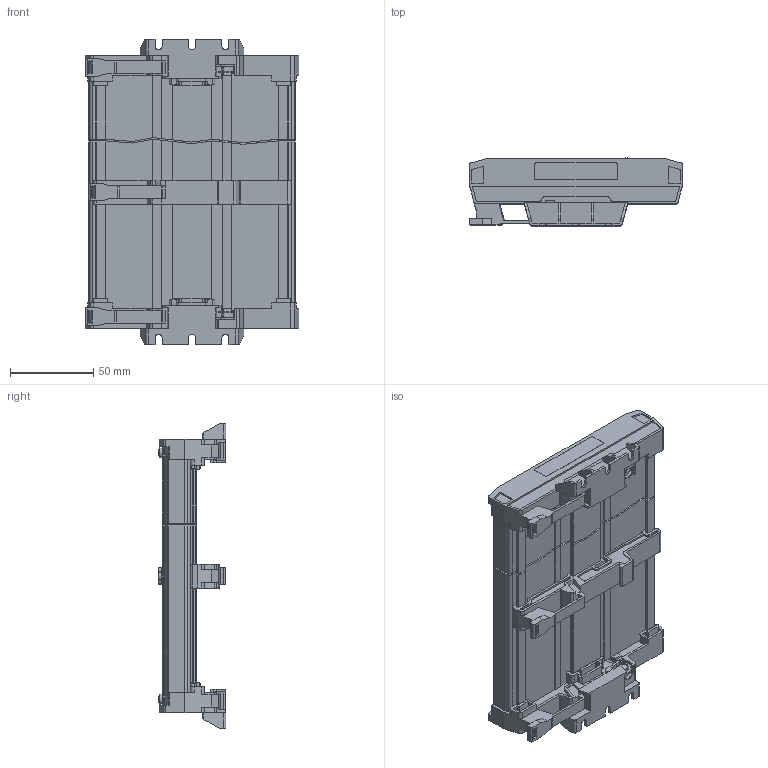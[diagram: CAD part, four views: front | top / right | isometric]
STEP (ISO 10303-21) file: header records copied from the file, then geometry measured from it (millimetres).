
FILE_DESCRIPTION(('Creo Elements/Direct Modeling STEP Export'),'2;1');
FILE_NAME('model.stp','2019-04-26T 1:33:25',(''),(''),'Creo Elements/Direct Modeling STEP processor for AP214 (Solid Model)','Creo Elements/Direct Modeling 20.1A 29-Sep-2018 (C) Parametric Technology GmbH','');
FILE_SCHEMA(('AUTOMOTIVE_DESIGN { 1 0 10303 214 1 1 1 1 }'));
Length unit declared in the file: millimetre
Products named in the file (19): UM-BASIC_PRO_108_PROFIL_Tecdoc__00542734; Schr_Lins_M3x4_DIN7985__00409531; UM-PRO_PE_CONTACT_L1.H.Select_00542957; UM-PRO_PE_CONTACT_L1.H.Select_00695798; UM-PRO_PE_CONTACT_L2.H.Select_00542530; UM-PRO_PE_CONTACT_L2.H.Select_00695809; UM-PRO_PE_CONTACT_L3.H.Select_00542119; UM-PRO_PE_CONTACT_L3.H.Select_00695813; UM-PRO_PCB_108_L1__00533629; UM-PRO_PCB_108_L2_L3__00533426.1; UM-BASIC_PRO_PCB_S-LOCK_H.SELECT__01102886; UM-BASIC_PRO_PCB_C-LOCK_L3_Tecdoc__01103517; UM-BASIC_PRO_PCB_C-LOCK_L2_Tecdoc__01103534; UM-BASIC_PRO_PCB_C-LOCK_L1_Tecdoc__01103508; UM-BASIC_PRO_108_FOOT_TECDOC__00542528; UM-BASIC_PRO_108_COVER-R_Tecdoc___01100733; UM-BASIC_PRO_108_COVER-L_Tecdoc___01100319; UM-BASIC_PRO_MOUNT_TECDOC__01102759; UM_BASIC-PRO_108_TecDoc_01193569
Assembly tree (26 placements, depth 3):
  UM_BASIC-PRO_108_TecDoc_01193569
    UM-BASIC_PRO_MOUNT_TECDOC__01102759  x2
    UM-BASIC_PRO_108_COVER-L_Tecdoc___01100319
    UM-BASIC_PRO_108_COVER-R_Tecdoc___01100733
    UM-BASIC_PRO_108_FOOT_TECDOC__00542528
    UM-BASIC_PRO_PCB_C-LOCK_L1_Tecdoc__01103508
    UM-BASIC_PRO_PCB_C-LOCK_L2_Tecdoc__01103534
    UM-BASIC_PRO_PCB_C-LOCK_L3_Tecdoc__01103517
    UM-BASIC_PRO_PCB_S-LOCK_H.SELECT__01102886  x2
    UM-PRO_PCB_108_L2_L3__00533426.1  x2
    UM-PRO_PCB_108_L1__00533629
    UM-PRO_PE_CONTACT_L3.H.Select_00695813  x2
      UM-PRO_PE_CONTACT_L3.H.Select_00542119
      Schr_Lins_M3x4_DIN7985__00409531
    UM-PRO_PE_CONTACT_L2.H.Select_00695809  x2
      UM-PRO_PE_CONTACT_L2.H.Select_00542530
      Schr_Lins_M3x4_DIN7985__00409531
    UM-PRO_PE_CONTACT_L1.H.Select_00695798  x2
      UM-PRO_PE_CONTACT_L1.H.Select_00542957
      Schr_Lins_M3x4_DIN7985__00409531
    UM-BASIC_PRO_108_PROFIL_Tecdoc__00542734
Bounding box: 127.8 x 40.57 x 182.8 mm (x, y, z)
Volume: 245240 mm3; surface area: 232622.9 mm2
Topology: 26 solids, 26 shells, 6215 faces, 17729 edges, 11745 vertices
Faces by surface type: plane 5206, cylinder 835, cone 68, extrusion 56, torus 36, sphere 12, bspline 2
Entity records: 144275 total; most frequent: CARTESIAN_POINT 27478, ORIENTED_EDGE 25220, DIRECTION 21529, EDGE_CURVE 12610, VECTOR 10895, LINE 10839, VERTEX_POINT 8380, AXIS2_PLACEMENT_3D 5317
